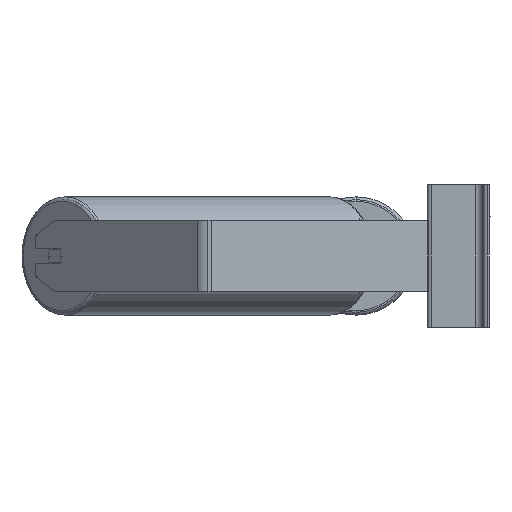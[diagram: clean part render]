
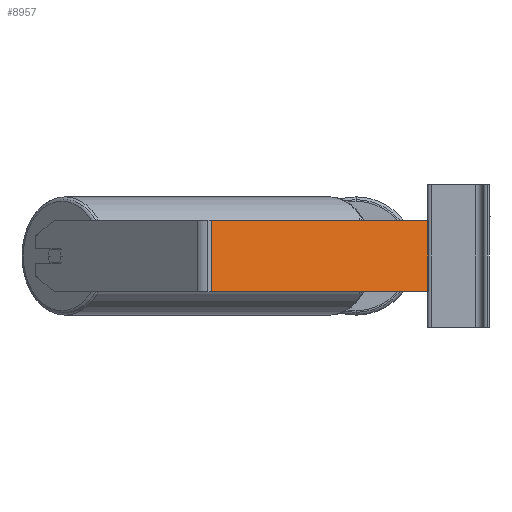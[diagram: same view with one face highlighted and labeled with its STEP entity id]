
A CAD part, left-side view. The second image highlights one B-rep face of the part: STEP entity #8957.
In plain terms, the highlighted planar face has unit normal (-0.966, -0.259, 0).
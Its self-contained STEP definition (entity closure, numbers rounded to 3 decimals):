
#244 = EDGE_CURVE ( 'NONE', #10543, #9122, #6255, .T. ) ;
#733 = VECTOR ( 'NONE', #3551, 1000. ) ;
#828 = ORIENTED_EDGE ( 'NONE', *, *, #6686, .T. ) ;
#1170 = LINE ( 'NONE', #7141, #733 ) ;
#1479 = DIRECTION ( 'NONE',  ( 0.259, -0.966, 0. ) ) ;
#1492 = CARTESIAN_POINT ( 'NONE',  ( -755.516, 269.437, 40. ) ) ;
#1805 = CARTESIAN_POINT ( 'NONE',  ( -753.125, 260.514, 40. ) ) ;
#2226 = DIRECTION ( 'NONE',  ( -0.259, 0.966, 0. ) ) ;
#2425 = CARTESIAN_POINT ( 'NONE',  ( -753.125, 260.514, 40. ) ) ;
#2564 = CARTESIAN_POINT ( 'NONE',  ( -753.125, 260.514, -40. ) ) ;
#2726 = DIRECTION ( 'NONE',  ( 0., 0., -1. ) ) ;
#2858 = VERTEX_POINT ( 'NONE', #2564 ) ;
#2917 = ORIENTED_EDGE ( 'NONE', *, *, #5922, .T. ) ;
#3478 = CARTESIAN_POINT ( 'NONE',  ( -687.727, 16.447, -40. ) ) ;
#3547 = ORIENTED_EDGE ( 'NONE', *, *, #10438, .F. ) ;
#3551 = DIRECTION ( 'NONE',  ( 0.259, -0.966, 0. ) ) ;
#3683 = VECTOR ( 'NONE', #1479, 1000. ) ;
#4419 = DIRECTION ( 'NONE',  ( 0., 0., -1. ) ) ;
#5922 = EDGE_CURVE ( 'NONE', #2858, #9122, #1170, .T. ) ;
#6255 = LINE ( 'NONE', #6369, #11148 ) ;
#6369 = CARTESIAN_POINT ( 'NONE',  ( -687.727, 16.447, 40. ) ) ;
#6649 = CARTESIAN_POINT ( 'NONE',  ( -755.516, 269.437, 40. ) ) ;
#6686 = EDGE_CURVE ( 'NONE', #10911, #2858, #8854, .T. ) ;
#7141 = CARTESIAN_POINT ( 'NONE',  ( -755.516, 269.437, -40. ) ) ;
#7606 = VECTOR ( 'NONE', #4419, 1000. ) ;
#8311 = DIRECTION ( 'NONE',  ( 0.966, 0.259, 0. ) ) ;
#8854 = LINE ( 'NONE', #1805, #7606 ) ;
#8957 = ADVANCED_FACE ( 'NONE', ( #10781 ), #9267, .F. ) ;
#9122 = VERTEX_POINT ( 'NONE', #3478 ) ;
#9267 = PLANE ( 'NONE',  #10700 ) ;
#9926 = LINE ( 'NONE', #6649, #3683 ) ;
#10157 = ORIENTED_EDGE ( 'NONE', *, *, #244, .F. ) ;
#10209 = CARTESIAN_POINT ( 'NONE',  ( -687.727, 16.447, 40. ) ) ;
#10438 = EDGE_CURVE ( 'NONE', #10911, #10543, #9926, .T. ) ;
#10543 = VERTEX_POINT ( 'NONE', #10209 ) ;
#10700 = AXIS2_PLACEMENT_3D ( 'NONE', #1492, #8311, #2226 ) ;
#10710 = EDGE_LOOP ( 'NONE', ( #2917, #10157, #3547, #828 ) ) ;
#10781 = FACE_OUTER_BOUND ( 'NONE', #10710, .T. ) ;
#10911 = VERTEX_POINT ( 'NONE', #2425 ) ;
#11148 = VECTOR ( 'NONE', #2726, 1000. ) ;
